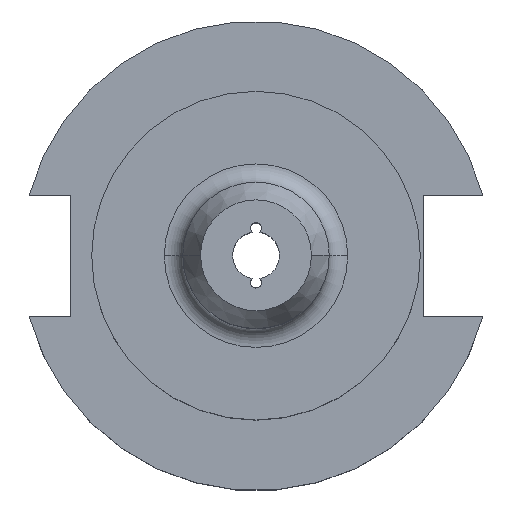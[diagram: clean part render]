
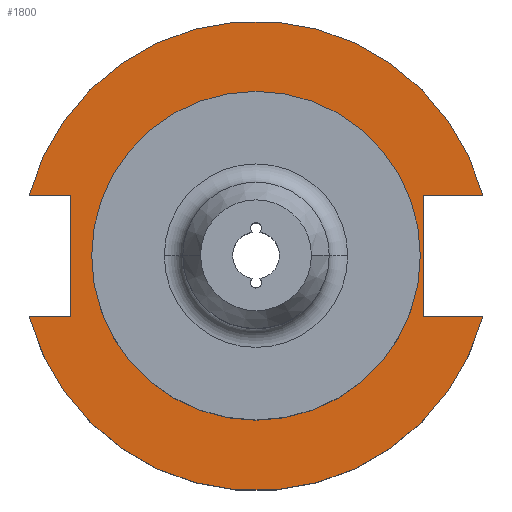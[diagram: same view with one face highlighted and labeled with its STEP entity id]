
A CAD part, top view. The second image highlights one B-rep face of the part: STEP entity #1800.
In plain terms, the highlighted planar face has unit normal (0, 0, 1).
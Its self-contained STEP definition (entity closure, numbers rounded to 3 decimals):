
#13 = EDGE_CURVE ( 'NONE', #1569, #437, #596, .T. ) ;
#19 = VECTOR ( 'NONE', #323, 1000. ) ;
#30 = DIRECTION ( 'NONE',  ( 0., 1., 0. ) ) ;
#75 = CARTESIAN_POINT ( 'NONE',  ( 0., 0., 19.05 ) ) ;
#85 = VERTEX_POINT ( 'NONE', #539 ) ;
#100 = CARTESIAN_POINT ( 'NONE',  ( 22.606, -8.191, 19.05 ) ) ;
#115 = DIRECTION ( 'NONE',  ( 0., 0., 1. ) ) ;
#125 = DIRECTION ( 'NONE',  ( -1., 0., 0. ) ) ;
#149 = ORIENTED_EDGE ( 'NONE', *, *, #563, .F. ) ;
#178 = CARTESIAN_POINT ( 'NONE',  ( -30.675, -8.191, 19.05 ) ) ;
#203 = DIRECTION ( 'NONE',  ( -1., 0., 0. ) ) ;
#215 = DIRECTION ( 'NONE',  ( 1., 0., 0. ) ) ;
#232 = VECTOR ( 'NONE', #240, 1000. ) ;
#240 = DIRECTION ( 'NONE',  ( 1., 0., 0. ) ) ;
#254 = CIRCLE ( 'NONE', #739, 31.75 ) ;
#290 = EDGE_CURVE ( 'NONE', #1569, #707, #254, .T. ) ;
#293 = LINE ( 'NONE', #1740, #1024 ) ;
#300 = EDGE_CURVE ( 'NONE', #419, #85, #943, .T. ) ;
#323 = DIRECTION ( 'NONE',  ( 1., 0., 0. ) ) ;
#340 = CIRCLE ( 'NONE', #1034, 22.225 ) ;
#372 = DIRECTION ( 'NONE',  ( 1., 0., 0. ) ) ;
#374 = CARTESIAN_POINT ( 'NONE',  ( -61.091, 8.191, 19.05 ) ) ;
#419 = VERTEX_POINT ( 'NONE', #1384 ) ;
#426 = VECTOR ( 'NONE', #1496, 1000. ) ;
#437 = VERTEX_POINT ( 'NONE', #1226 ) ;
#443 = ORIENTED_EDGE ( 'NONE', *, *, #1216, .T. ) ;
#507 = ORIENTED_EDGE ( 'NONE', *, *, #13, .F. ) ;
#508 = CARTESIAN_POINT ( 'NONE',  ( 0., 0., 19.05 ) ) ;
#539 = CARTESIAN_POINT ( 'NONE',  ( 22.225, 0., 19.05 ) ) ;
#547 = CARTESIAN_POINT ( 'NONE',  ( 0., -8.191, 19.05 ) ) ;
#563 = EDGE_CURVE ( 'NONE', #1721, #707, #737, .T. ) ;
#596 = LINE ( 'NONE', #1356, #232 ) ;
#598 = ORIENTED_EDGE ( 'NONE', *, *, #814, .F. ) ;
#625 = EDGE_CURVE ( 'NONE', #85, #419, #340, .T. ) ;
#627 = VECTOR ( 'NONE', #30, 1000. ) ;
#651 = AXIS2_PLACEMENT_3D ( 'NONE', #508, #1350, #372 ) ;
#659 = CARTESIAN_POINT ( 'NONE',  ( 0., 0., 19.05 ) ) ;
#674 = CARTESIAN_POINT ( 'NONE',  ( 0., 22.225, 19.05 ) ) ;
#682 = EDGE_LOOP ( 'NONE', ( #1211, #507, #758, #149, #443, #598, #1133, #1803 ) ) ;
#707 = VERTEX_POINT ( 'NONE', #828 ) ;
#723 = VERTEX_POINT ( 'NONE', #899 ) ;
#737 = LINE ( 'NONE', #547, #19 ) ;
#739 = AXIS2_PLACEMENT_3D ( 'NONE', #926, #775, #1636 ) ;
#746 = VERTEX_POINT ( 'NONE', #954 ) ;
#758 = ORIENTED_EDGE ( 'NONE', *, *, #290, .T. ) ;
#775 = DIRECTION ( 'NONE',  ( 0., 0., 1. ) ) ;
#814 = EDGE_CURVE ( 'NONE', #1493, #982, #293, .T. ) ;
#828 = CARTESIAN_POINT ( 'NONE',  ( 30.675, -8.191, 19.05 ) ) ;
#850 = CARTESIAN_POINT ( 'NONE',  ( 22.606, 22.225, 19.05 ) ) ;
#868 = EDGE_CURVE ( 'NONE', #1493, #723, #1648, .T. ) ;
#891 = CARTESIAN_POINT ( 'NONE',  ( -25.091, 8.191, 19.05 ) ) ;
#899 = CARTESIAN_POINT ( 'NONE',  ( -30.675, 8.191, 19.05 ) ) ;
#926 = CARTESIAN_POINT ( 'NONE',  ( 0., 0., 19.05 ) ) ;
#943 = CIRCLE ( 'NONE', #651, 22.225 ) ;
#954 = CARTESIAN_POINT ( 'NONE',  ( -25.091, 8.191, 19.05 ) ) ;
#982 = VERTEX_POINT ( 'NONE', #1315 ) ;
#989 = FACE_BOUND ( 'NONE', #1544, .T. ) ;
#1024 = VECTOR ( 'NONE', #203, 1000. ) ;
#1034 = AXIS2_PLACEMENT_3D ( 'NONE', #659, #115, #1222 ) ;
#1038 = EDGE_CURVE ( 'NONE', #746, #437, #1604, .T. ) ;
#1040 = DIRECTION ( 'NONE',  ( 0., 0., 1. ) ) ;
#1047 = VECTOR ( 'NONE', #1756, 1000. ) ;
#1091 = AXIS2_PLACEMENT_3D ( 'NONE', #75, #1040, #215 ) ;
#1133 = ORIENTED_EDGE ( 'NONE', *, *, #868, .T. ) ;
#1161 = LINE ( 'NONE', #374, #426 ) ;
#1184 = ORIENTED_EDGE ( 'NONE', *, *, #300, .F. ) ;
#1197 = AXIS2_PLACEMENT_3D ( 'NONE', #674, #1657, #125 ) ;
#1211 = ORIENTED_EDGE ( 'NONE', *, *, #1038, .T. ) ;
#1216 = EDGE_CURVE ( 'NONE', #1721, #982, #1380, .T. ) ;
#1222 = DIRECTION ( 'NONE',  ( 1., 0., 0. ) ) ;
#1226 = CARTESIAN_POINT ( 'NONE',  ( -25.091, -8.191, 19.05 ) ) ;
#1268 = CARTESIAN_POINT ( 'NONE',  ( 30.675, 8.191, 19.05 ) ) ;
#1313 = FACE_OUTER_BOUND ( 'NONE', #682, .T. ) ;
#1315 = CARTESIAN_POINT ( 'NONE',  ( 22.606, 8.191, 19.05 ) ) ;
#1350 = DIRECTION ( 'NONE',  ( 0., 0., 1. ) ) ;
#1356 = CARTESIAN_POINT ( 'NONE',  ( -61.091, -8.191, 19.05 ) ) ;
#1380 = LINE ( 'NONE', #850, #627 ) ;
#1384 = CARTESIAN_POINT ( 'NONE',  ( -22.225, 0., 19.05 ) ) ;
#1493 = VERTEX_POINT ( 'NONE', #1268 ) ;
#1496 = DIRECTION ( 'NONE',  ( 1., 0., 0. ) ) ;
#1544 = EDGE_LOOP ( 'NONE', ( #1782, #1184 ) ) ;
#1569 = VERTEX_POINT ( 'NONE', #178 ) ;
#1604 = LINE ( 'NONE', #891, #1047 ) ;
#1636 = DIRECTION ( 'NONE',  ( 1., 0., 0. ) ) ;
#1648 = CIRCLE ( 'NONE', #1091, 31.75 ) ;
#1657 = DIRECTION ( 'NONE',  ( 0., 0., -1. ) ) ;
#1680 = EDGE_CURVE ( 'NONE', #723, #746, #1161, .T. ) ;
#1721 = VERTEX_POINT ( 'NONE', #100 ) ;
#1740 = CARTESIAN_POINT ( 'NONE',  ( 0., 8.191, 19.05 ) ) ;
#1756 = DIRECTION ( 'NONE',  ( 0., -1., 0. ) ) ;
#1782 = ORIENTED_EDGE ( 'NONE', *, *, #625, .F. ) ;
#1800 = ADVANCED_FACE ( 'NONE', ( #989, #1313 ), #1812, .F. ) ;
#1803 = ORIENTED_EDGE ( 'NONE', *, *, #1680, .T. ) ;
#1812 = PLANE ( 'NONE',  #1197 ) ;
